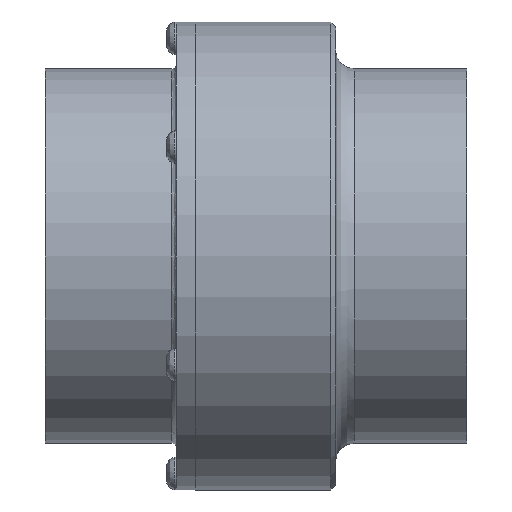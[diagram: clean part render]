
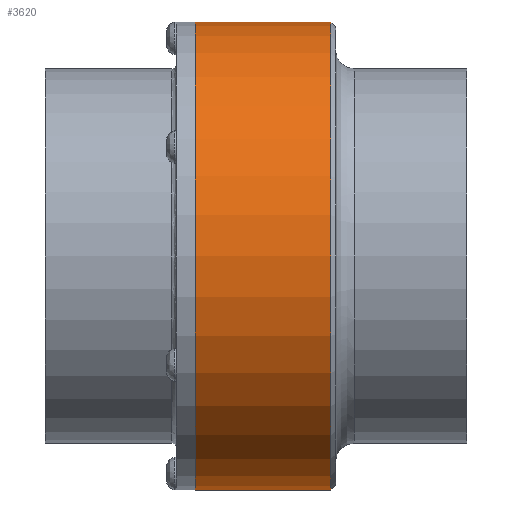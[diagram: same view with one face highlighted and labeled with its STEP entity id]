
A CAD part, front view. The second image highlights one B-rep face of the part: STEP entity #3620.
In plain terms, the highlighted cylindrical face has radius 79.375 mm (diameter 158.75 mm), a full revolution.
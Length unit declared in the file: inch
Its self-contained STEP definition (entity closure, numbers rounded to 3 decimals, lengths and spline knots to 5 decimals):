
#2837=CARTESIAN_POINT('',(15.91053,9.10108,0.0));
#2838=VERTEX_POINT('',#2837);
#2839=CARTESIAN_POINT('',(15.07053,9.10108,0.0));
#2840=VERTEX_POINT('',#2839);
#2841=CARTESIAN_POINT('',(15.91053,9.10108,0.));
#2842=CARTESIAN_POINT('',(15.91053,9.10108,0.05276));
#2843=CARTESIAN_POINT('',(15.89994,9.09961,0.10898));
#2844=CARTESIAN_POINT('',(15.85698,9.09429,0.2123));
#2845=CARTESIAN_POINT('',(15.82462,9.09052,0.25939));
#2846=CARTESIAN_POINT('',(15.75006,9.08344,0.3337));
#2847=CARTESIAN_POINT('',(15.70288,9.07966,0.36589));
#2848=CARTESIAN_POINT('',(15.59949,9.07433,0.4086));
#2849=CARTESIAN_POINT('',(15.54327,9.07285,0.41912));
#2850=CARTESIAN_POINT('',(15.4378,9.07285,0.41912));
#2851=CARTESIAN_POINT('',(15.38158,9.07433,0.4086));
#2852=CARTESIAN_POINT('',(15.27818,9.07966,0.36589));
#2853=CARTESIAN_POINT('',(15.23101,9.08344,0.3337));
#2854=CARTESIAN_POINT('',(15.15645,9.09052,0.25939));
#2855=CARTESIAN_POINT('',(15.12409,9.09429,0.2123));
#2856=CARTESIAN_POINT('',(15.08113,9.09961,0.10898));
#2857=CARTESIAN_POINT('',(15.07053,9.10108,0.05276));
#2858=CARTESIAN_POINT('',(15.07053,9.10108,0.));
#2859=B_SPLINE_CURVE_WITH_KNOTS('',3,(#2841,#2842,#2843,#2844,#2845,#2846,#2847,#2848,#2849,#2850,#2851,#2852,#2853,#2854,#2855,#2856,#2857,#2858),.UNSPECIFIED.,.F.,.U.,(4,2,2,2,2,2,2,2,4),(0.63299,0.79128,0.94956,1.10777,1.26598,1.42419,1.5824,1.74069,1.89897),.UNSPECIFIED.);
#2860=EDGE_CURVE('',#2838,#2840,#2859,.T.);
#2862=CARTESIAN_POINT('',(15.07053,9.10108,0.));
#2863=CARTESIAN_POINT('',(15.07053,9.10108,-0.05276));
#2864=CARTESIAN_POINT('',(15.08113,9.09961,-0.10898));
#2865=CARTESIAN_POINT('',(15.12409,9.09429,-0.2123));
#2866=CARTESIAN_POINT('',(15.15645,9.09052,-0.25939));
#2867=CARTESIAN_POINT('',(15.23101,9.08344,-0.3337));
#2868=CARTESIAN_POINT('',(15.27818,9.07966,-0.36589));
#2869=CARTESIAN_POINT('',(15.38158,9.07433,-0.4086));
#2870=CARTESIAN_POINT('',(15.4378,9.07285,-0.41912));
#2871=CARTESIAN_POINT('',(15.49053,9.07285,-0.41912));
#2872=CARTESIAN_POINT('',(15.54327,9.07285,-0.41912));
#2873=CARTESIAN_POINT('',(15.59949,9.07433,-0.4086));
#2874=CARTESIAN_POINT('',(15.70288,9.07966,-0.36589));
#2875=CARTESIAN_POINT('',(15.75006,9.08344,-0.3337));
#2876=CARTESIAN_POINT('',(15.82462,9.09052,-0.25939));
#2877=CARTESIAN_POINT('',(15.85698,9.09429,-0.2123));
#2878=CARTESIAN_POINT('',(15.89994,9.09961,-0.10898));
#2879=CARTESIAN_POINT('',(15.91053,9.10108,-0.05276));
#2880=CARTESIAN_POINT('',(15.91053,9.10108,0.));
#2881=B_SPLINE_CURVE_WITH_KNOTS('',3,(#2862,#2863,#2864,#2865,#2866,#2867,#2868,#2869,#2870,#2871,#2872,#2873,#2874,#2875,#2876,#2877,#2878,#2879,#2880),.UNSPECIFIED.,.F.,.U.,(4,2,2,2,3,2,2,2,4),(1.89897,2.05726,2.21554,2.37375,2.53196,2.69017,2.84838,3.00667,3.16495),.UNSPECIFIED.);
#2882=EDGE_CURVE('',#2840,#2838,#2881,.T.);
#3582=CARTESIAN_POINT('',(16.42803,9.10108,0.0));
#3583=VERTEX_POINT('',#3582);
#3584=CARTESIAN_POINT('',(16.42803,5.97608,0.0));
#3585=DIRECTION('',(-1.0,0.0,0.0));
#3586=DIRECTION('',(0.0,1.0,0.0));
#3587=AXIS2_PLACEMENT_3D('',#3584,#3585,#3586);
#3588=CIRCLE('',#3587,3.125);
#3589=EDGE_CURVE('',#3583,#3583,#3588,.T.);
#3597=CARTESIAN_POINT('',(15.52178,5.97608,0.0));
#3598=DIRECTION('',(-1.0,0.0,0.0));
#3599=DIRECTION('',(0.0,1.0,0.0));
#3600=AXIS2_PLACEMENT_3D('',#3597,#3598,#3599);
#3601=CYLINDRICAL_SURFACE('',#3600,3.125);
#3602=CARTESIAN_POINT('',(14.61553,9.10108,0.0));
#3603=VERTEX_POINT('',#3602);
#3604=CARTESIAN_POINT('',(14.61553,5.97608,0.0));
#3605=DIRECTION('',(-1.0,0.0,0.0));
#3606=DIRECTION('',(0.0,1.0,0.0));
#3607=AXIS2_PLACEMENT_3D('',#3604,#3605,#3606);
#3608=CIRCLE('',#3607,3.125);
#3609=EDGE_CURVE('',#3603,#3603,#3608,.T.);
#3610=ORIENTED_EDGE('',*,*,#3609,.F.);
#3611=EDGE_LOOP('',(#3610));
#3612=FACE_OUTER_BOUND('',#3611,.T.);
#3613=ORIENTED_EDGE('',*,*,#2860,.T.);
#3614=ORIENTED_EDGE('',*,*,#2882,.T.);
#3615=EDGE_LOOP('',(#3613,#3614));
#3616=FACE_BOUND('',#3615,.T.);
#3617=ORIENTED_EDGE('',*,*,#3589,.T.);
#3618=EDGE_LOOP('',(#3617));
#3619=FACE_BOUND('',#3618,.T.);
#3620=ADVANCED_FACE('',(#3612,#3616,#3619),#3601,.T.);
